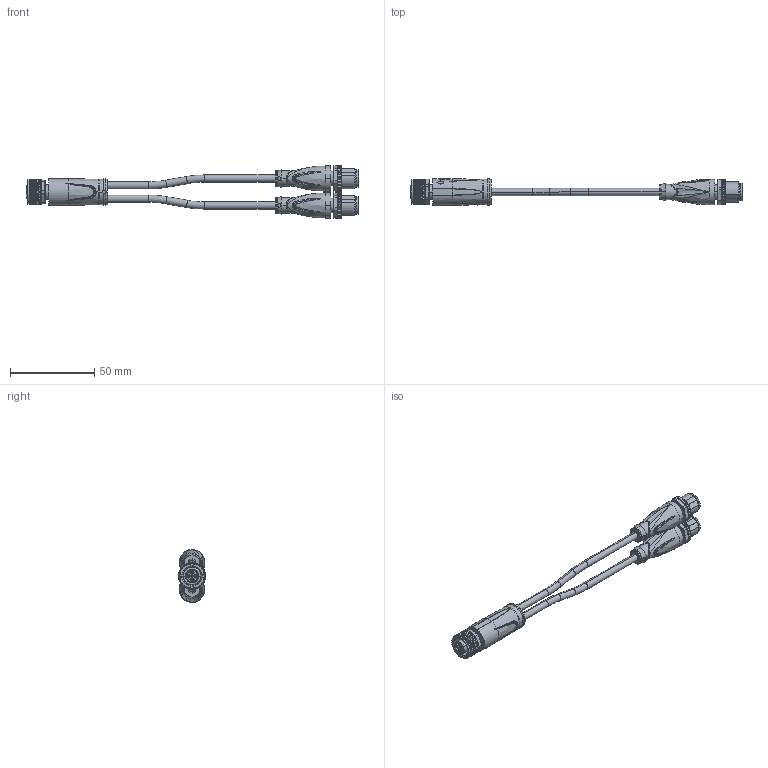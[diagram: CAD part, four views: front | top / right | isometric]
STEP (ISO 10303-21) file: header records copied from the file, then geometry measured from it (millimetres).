
FILE_DESCRIPTION((''),'2;1');
FILE_NAME('CAD-8598_ASM','2022-12-08T13:19:47',('creinig-se'),(''),'CREO PARAMETRIC BY PTC INC, 2019292','CREO PARAMETRIC BY PTC INC, 2019292','');
FILE_SCHEMA(('CONFIG_CONTROL_DESIGN','SHAPE_APPEARANCE_LAYERS_GROUPS'));
Products named in the file (5): CAD-8598_V15_G_NAKED_SW0001; CAD-8598_S_KABEL; CAD-8598_V15S_G_HEAD_SW0001; CAD-8598_V11S_G_HEAD_SW0001; CAD-8598_ASM
Assembly tree (5 placements, depth 2):
  CAD-8598_ASM
    CAD-8598_V15_G_NAKED_SW0001
    CAD-8598_S_KABEL  x2
    CAD-8598_V15S_G_HEAD_SW0001
    CAD-8598_V11S_G_HEAD_SW0001
Bounding box: 197.6 x 15.97 x 31.37 mm (x, y, z)
Volume: 21951.3 mm3; surface area: 14399.5 mm2
Topology: 13 solids, 13 shells, 2144 faces, 5550 edges, 3499 vertices
Faces by surface type: plane 1034, cylinder 381, torus 317, bspline 284, cone 102, sphere 14, extrusion 12
Entity records: 109549 total; most frequent: CARTESIAN_POINT 41856, ORIENTED_EDGE 11028, DIRECTION 9348, EDGE_CURVE 5514, PRESENTATION_STYLE_ASSIGNMENT 3709, STYLED_ITEM 3491, VERTEX_POINT 3487, AXIS2_PLACEMENT_3D 3292
